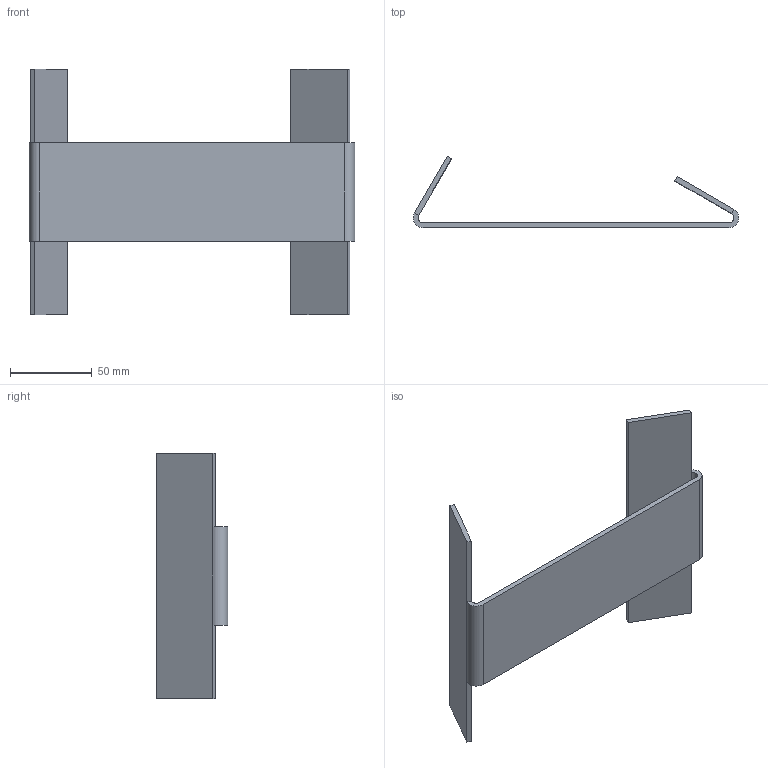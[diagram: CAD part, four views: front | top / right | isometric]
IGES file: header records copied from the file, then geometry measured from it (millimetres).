
Start section: START RECORD GO HERE.
Global section: file name: Support colonne douche.igs; native system: IBM CATIA IGES - CATIA Version 5 Release 18 ; preprocessor: CATIA Version 5 Release 18 ; author: olivi; organization: LAPTOP-LA3V139H; date: 20221130.083229; units: millimetre
Bounding box: 199.22 x 43.64 x 150 mm (x, y, z)
Surface area: 52181.1 mm2 (no closed solid volume)
Topology: 0 solids, 0 shells, 22 faces, 104 edges, 104 vertices
Faces by surface type: plane 18, revolution 4
